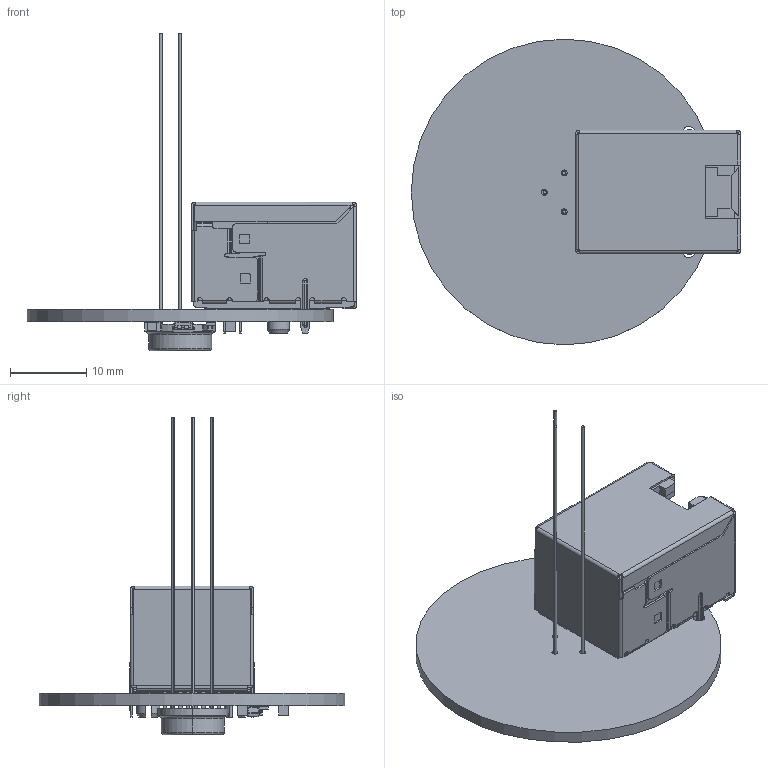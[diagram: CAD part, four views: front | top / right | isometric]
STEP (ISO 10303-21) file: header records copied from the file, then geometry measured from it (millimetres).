
FILE_DESCRIPTION(('KiCad electronic assembly'),'2;1');
FILE_NAME('Sensor.step','2021-03-11T20:12:36',('An Author'),('A Company' ),'Open CASCADE STEP processor 7.4','KiCad to STEP converter', 'Unknown');
FILE_SCHEMA(('AUTOMOTIVE_DESIGN { 1 0 10303 214 1 1 1 1 }'));
Length unit declared in the file: millimetre
Products named in the file (12): Open CASCADE STEP translator 7.4 1; FDS100; SOLID; OPA320AIDBVT; COMPOUND; R_0805_2012Metric; SS-60000-009; C_0805_2012Metric
Assembly tree (15 placements, depth 3):
  Open CASCADE STEP translator 7.4 1
    FDS100
      SOLID
    OPA320AIDBVT
      COMPOUND
    R_0805_2012Metric  x3
      SOLID
    SS-60000-009
      COMPOUND
    C_0805_2012Metric  x3
      SOLID
    COMPOUND
Bounding box: 43.1 x 40 x 41.61 mm (x, y, z)
Volume: 5485.6 mm3; surface area: 8117.5 mm2
Topology: 27 solids, 27 shells, 953 faces, 2360 edges, 1468 vertices
Faces by surface type: plane 588, cylinder 315, bspline 22, sphere 12, torus 8, revolution 4, cone 4
Full cylindrical faces by diameter (mm): 0.762 x3, 0.89 x8, 1.57 x2, 3.25 x2, 40 x1
Entity records: 55363 total; most frequent: CARTESIAN_POINT 12575, DIRECTION 7876, LINE 4858, VECTOR 4858, ORIENTED_EDGE 4136, PCURVE 4136, DEFINITIONAL_REPRESENTATION 4136, EDGE_CURVE 2068
